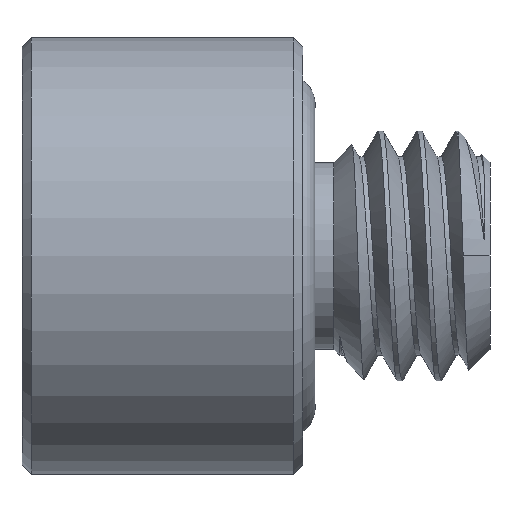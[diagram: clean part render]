
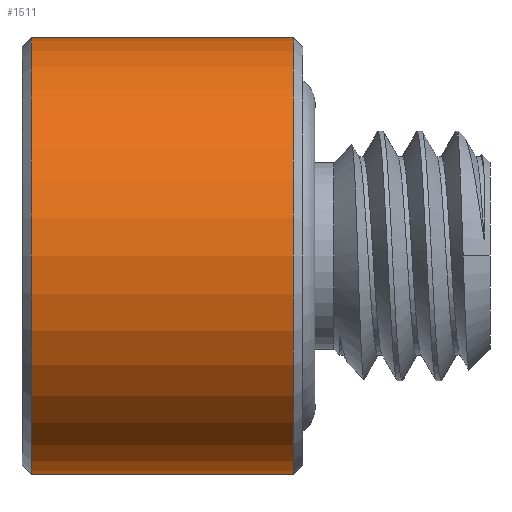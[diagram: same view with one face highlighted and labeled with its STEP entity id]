
A CAD part, front view. The second image highlights one B-rep face of the part: STEP entity #1511.
In plain terms, the highlighted cylindrical face has radius 7 mm (diameter 14 mm), a partial arc.
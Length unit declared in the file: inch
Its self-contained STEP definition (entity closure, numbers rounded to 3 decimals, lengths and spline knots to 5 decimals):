
#71 = DIRECTION ( 'NONE',  ( -1., 0., 0. ) ) ;
#108 = EDGE_CURVE ( 'NONE', #403, #683, #1912, .T. ) ;
#174 = DIRECTION ( 'NONE',  ( 0., 0., 1. ) ) ;
#215 = VECTOR ( 'NONE', #865, 39.37008 ) ;
#234 = VERTEX_POINT ( 'NONE', #376 ) ;
#252 = ORIENTED_EDGE ( 'NONE', *, *, #108, .T. ) ;
#323 = AXIS2_PLACEMENT_3D ( 'NONE', #480, #1760, #174 ) ;
#376 = CARTESIAN_POINT ( 'NONE',  ( 0.34252, 0., -0.27559 ) ) ;
#403 = VERTEX_POINT ( 'NONE', #954 ) ;
#404 = CARTESIAN_POINT ( 'NONE',  ( -0.29504, 0., 0.27559 ) ) ;
#480 = CARTESIAN_POINT ( 'NONE',  ( 0.34252, 0., 0. ) ) ;
#504 = ORIENTED_EDGE ( 'NONE', *, *, #1048, .T. ) ;
#516 = CARTESIAN_POINT ( 'NONE',  ( -0.29504, 0., 0. ) ) ;
#532 = DIRECTION ( 'NONE',  ( 0., 0., 1. ) ) ;
#549 = EDGE_CURVE ( 'NONE', #234, #1792, #1566, .T. ) ;
#598 = CARTESIAN_POINT ( 'NONE',  ( 0.01181, 0., 0.27559 ) ) ;
#600 = FACE_OUTER_BOUND ( 'NONE', #1584, .T. ) ;
#666 = ORIENTED_EDGE ( 'NONE', *, *, #1210, .T. ) ;
#683 = VERTEX_POINT ( 'NONE', #598 ) ;
#758 = DIRECTION ( 'NONE',  ( 1., 0., 0. ) ) ;
#859 = CIRCLE ( 'NONE', #1214, 0.27559 ) ;
#865 = DIRECTION ( 'NONE',  ( -1., 0., 0. ) ) ;
#918 = CIRCLE ( 'NONE', #323, 0.27559 ) ;
#954 = CARTESIAN_POINT ( 'NONE',  ( 0.34252, 0., 0.27559 ) ) ;
#1048 = EDGE_CURVE ( 'NONE', #683, #1792, #859, .T. ) ;
#1057 = VECTOR ( 'NONE', #1833, 39.37008 ) ;
#1166 = CARTESIAN_POINT ( 'NONE',  ( 0.01181, 0., -0.27559 ) ) ;
#1210 = EDGE_CURVE ( 'NONE', #234, #403, #918, .T. ) ;
#1214 = AXIS2_PLACEMENT_3D ( 'NONE', #1403, #758, #1745 ) ;
#1377 = AXIS2_PLACEMENT_3D ( 'NONE', #516, #71, #532 ) ;
#1392 = CYLINDRICAL_SURFACE ( 'NONE', #1377, 0.27559 ) ;
#1403 = CARTESIAN_POINT ( 'NONE',  ( 0.01181, 0., 0. ) ) ;
#1419 = ORIENTED_EDGE ( 'NONE', *, *, #549, .F. ) ;
#1511 = ADVANCED_FACE ( 'NONE', ( #600 ), #1392, .T. ) ;
#1566 = LINE ( 'NONE', #1841, #215 ) ;
#1584 = EDGE_LOOP ( 'NONE', ( #1419, #666, #252, #504 ) ) ;
#1745 = DIRECTION ( 'NONE',  ( 0., 0., 1. ) ) ;
#1760 = DIRECTION ( 'NONE',  ( -1., 0., 0. ) ) ;
#1792 = VERTEX_POINT ( 'NONE', #1166 ) ;
#1833 = DIRECTION ( 'NONE',  ( -1., 0., 0. ) ) ;
#1841 = CARTESIAN_POINT ( 'NONE',  ( -0.29504, 0., -0.27559 ) ) ;
#1912 = LINE ( 'NONE', #404, #1057 ) ;
